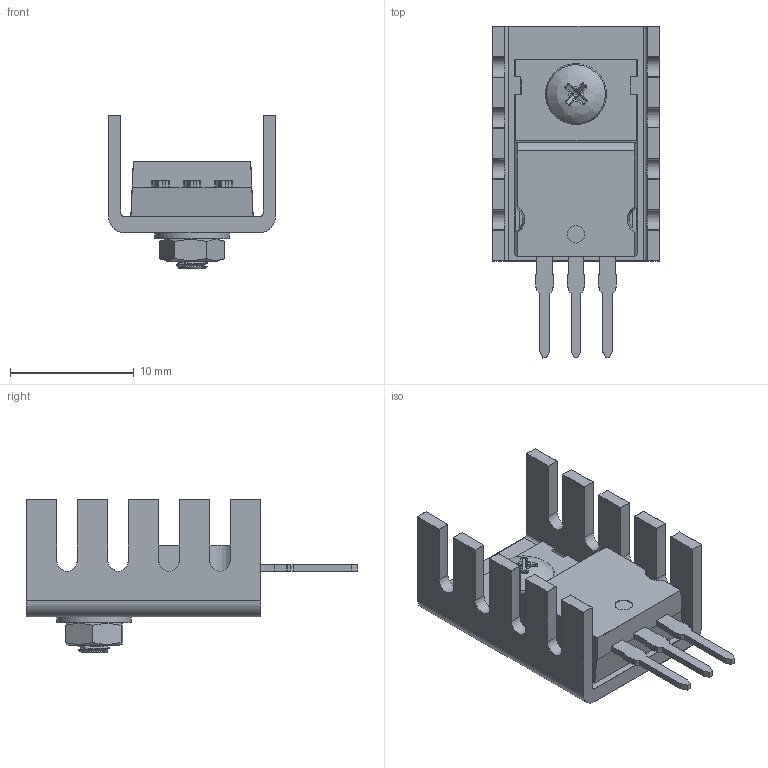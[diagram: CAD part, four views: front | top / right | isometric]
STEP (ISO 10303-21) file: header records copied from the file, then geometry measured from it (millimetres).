
FILE_DESCRIPTION(/* description */ (''),/* implementation_level */ '2;1');
FILE_NAME(/* name */ '1-TO 220 Heatsink 24 K,W - 19 x 13.5 x 9.5 mm.stp',/* time_stamp */ '2022-05-31T04:42:38+02:00',/* author */ ('JOSE LUIS'),/* organization */ (''),/* preprocessor_version */ 'ST-DEVELOPER v18',/* originating_system */ 'Autodesk Inventor 2020',/* authorisation */ '');
FILE_SCHEMA (('AUTOMOTIVE_DESIGN { 1 0 10303 214 3 1 1 }'));
Length unit declared in the file: millimetre
Products named in the file (11): 1-TO 220 Heatsink 24 K,W - 19 x 13.5 x 9.5 mm; LM78xx; LM78xx.ipt; TO 220 Heatsink 24 K,W - 19 x 13.5 x 9.5 mm; TO 220 Heatsink 24 K,W - 19 x 13.5 x 9.5 mm.ipt; M3 Screw; M3 Screw.ipt; Washer; Washer.ipt; Nut; Nut_1
Assembly tree (10 placements, depth 3):
  1-TO 220 Heatsink 24 K,W - 19 x 13.5 x 9.5 mm
    LM78xx
      LM78xx.ipt
    TO 220 Heatsink 24 K,W - 19 x 13.5 x 9.5 mm
      TO 220 Heatsink 24 K,W - 19 x 13.5 x 9.5 mm.ipt
    M3 Screw
      M3 Screw.ipt
    Washer
      Washer.ipt
    Nut
      Nut_1
Bounding box: 13.5 x 26.85 x 12.4 mm (x, y, z)
Volume: 1104.3 mm3; surface area: 1982.4 mm2
Topology: 5 solids, 5 shells, 637 faces, 1454 edges, 828 vertices
Faces by surface type: cylinder 304, plane 149, sphere 92, bspline 43, torus 38, cone 11
Full cylindrical faces by diameter (mm): 0.45 x1, 1.4 x1, 2.5 x20, 2.6 x1, 2.8 x1, 3.8 x1, 6 x1
Entity records: 22498 total; most frequent: CARTESIAN_POINT 7249, DIRECTION 3155, ORIENTED_EDGE 2906, EDGE_CURVE 1453, AXIS2_PLACEMENT_3D 1227, VERTEX_POINT 829, LINE 701, VECTOR 701
